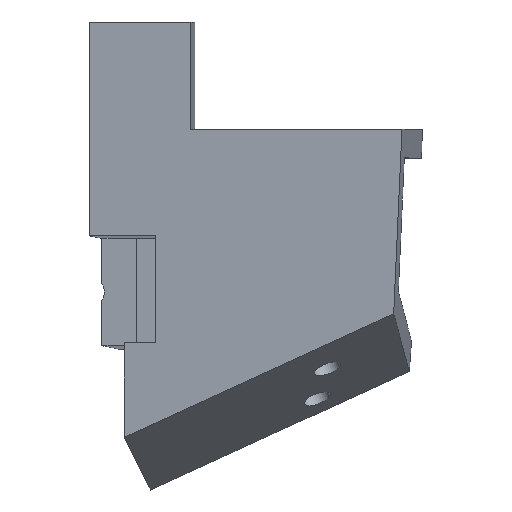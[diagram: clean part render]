
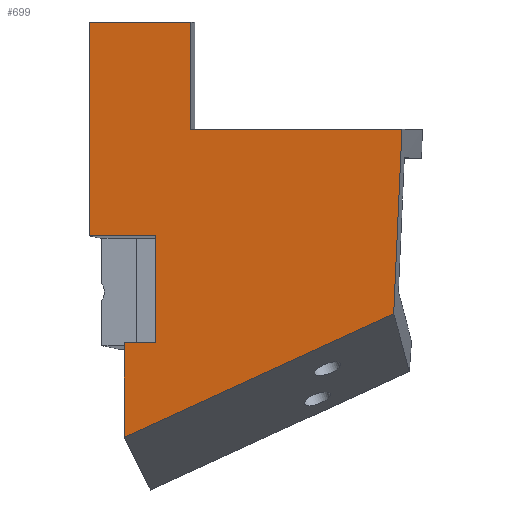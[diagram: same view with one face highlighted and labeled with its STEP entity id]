
A CAD part, top view. The second image highlights one B-rep face of the part: STEP entity #699.
In plain terms, the highlighted planar face has unit normal (-0.174, 0.034, 0.984).
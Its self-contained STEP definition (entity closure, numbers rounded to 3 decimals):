
#48=B_SPLINE_CURVE_WITH_KNOTS('',3,(#1099,#1100,#1101,#1102),
 .UNSPECIFIED.,.F.,.F.,(4,4),(0.,0.033),
 .UNSPECIFIED.);
#49=B_SPLINE_CURVE_WITH_KNOTS('',3,(#1103,#1104,#1105,#1106),
 .UNSPECIFIED.,.F.,.F.,(4,4),(0.,0.019),.UNSPECIFIED.);
#68=FACE_OUTER_BOUND('',#105,.T.);
#105=EDGE_LOOP('',(#545,#546,#547,#548,#549,#550,#551,#552,#553,#554));
#148=LINE('',#979,#226);
#174=LINE('',#1031,#252);
#184=LINE('',#1063,#262);
#189=LINE('',#1084,#267);
#190=LINE('',#1093,#268);
#191=LINE('',#1094,#269);
#192=LINE('',#1096,#270);
#193=LINE('',#1098,#271);
#226=VECTOR('',#799,10.);
#252=VECTOR('',#839,10.);
#262=VECTOR('',#851,38.144);
#267=VECTOR('',#864,10.);
#268=VECTOR('',#867,16.942);
#269=VECTOR('',#868,10.);
#270=VECTOR('',#869,16.785);
#271=VECTOR('',#870,53.207);
#303=VERTEX_POINT('',#976);
#304=VERTEX_POINT('',#978);
#322=VERTEX_POINT('',#1029);
#323=VERTEX_POINT('',#1030);
#333=VERTEX_POINT('',#1057);
#334=VERTEX_POINT('',#1062);
#339=VERTEX_POINT('',#1083);
#340=VERTEX_POINT('',#1092);
#341=VERTEX_POINT('',#1095);
#342=VERTEX_POINT('',#1097);
#372=EDGE_CURVE('',#304,#303,#148,.T.);
#398=EDGE_CURVE('',#322,#323,#174,.T.);
#411=EDGE_CURVE('',#334,#333,#184,.F.);
#419=EDGE_CURVE('',#339,#322,#189,.F.);
#421=EDGE_CURVE('',#340,#323,#190,.T.);
#422=EDGE_CURVE('',#340,#304,#191,.T.);
#423=EDGE_CURVE('',#303,#341,#192,.T.);
#424=EDGE_CURVE('',#341,#342,#193,.T.);
#425=EDGE_CURVE('',#342,#334,#48,.T.);
#426=EDGE_CURVE('',#333,#339,#49,.T.);
#545=ORIENTED_EDGE('',*,*,#398,.T.);
#546=ORIENTED_EDGE('',*,*,#421,.F.);
#547=ORIENTED_EDGE('',*,*,#422,.T.);
#548=ORIENTED_EDGE('',*,*,#372,.T.);
#549=ORIENTED_EDGE('',*,*,#423,.T.);
#550=ORIENTED_EDGE('',*,*,#424,.T.);
#551=ORIENTED_EDGE('',*,*,#425,.T.);
#552=ORIENTED_EDGE('',*,*,#411,.T.);
#553=ORIENTED_EDGE('',*,*,#426,.T.);
#554=ORIENTED_EDGE('',*,*,#419,.T.);
#672=PLANE('',#749);
#699=ADVANCED_FACE('',(#68),#672,.T.);
#749=AXIS2_PLACEMENT_3D('',#1091,#865,#866);
#799=DIRECTION('',(-0.985,-0.006,-0.174));
#839=DIRECTION('',(0.,-0.999,0.035));
#851=DIRECTION('',(0.985,0.,0.174));
#864=DIRECTION('',(0.985,0.,0.174));
#865=DIRECTION('center_axis',(-0.174,0.034,0.984));
#866=DIRECTION('ref_axis',(0.985,0.,0.174));
#867=DIRECTION('',(-0.985,-0.006,-0.174));
#868=DIRECTION('',(0.,-0.999,0.035));
#869=DIRECTION('',(0.,-0.999,0.035));
#870=DIRECTION('',(0.9,0.412,0.144));
#976=CARTESIAN_POINT('',(424.589,6044.114,3038.456));
#978=CARTESIAN_POINT('',(430.202,6044.148,3039.445));
#979=CARTESIAN_POINT('',(396.186,6043.939,3033.451));
#1029=CARTESIAN_POINT('',(418.442,6101.08,3035.382));
#1030=CARTESIAN_POINT('',(418.442,6063.114,3036.708));
#1031=CARTESIAN_POINT('',(418.442,6064.519,3036.659));
#1057=CARTESIAN_POINT('',(436.359,6082.03,3039.209));
#1062=CARTESIAN_POINT('',(473.922,6082.03,3045.836));
#1063=CARTESIAN_POINT('',(436.359,6082.03,3039.209));
#1083=CARTESIAN_POINT('',(436.442,6101.08,3038.558));
#1084=CARTESIAN_POINT('',(399.348,6101.08,3032.013));
#1091=CARTESIAN_POINT('Origin',(367.783,6021.113,3029.237));
#1092=CARTESIAN_POINT('',(430.202,6063.187,3038.781));
#1093=CARTESIAN_POINT('',(424.589,6063.152,3037.791));
#1094=CARTESIAN_POINT('',(430.202,6042.342,3039.508));
#1095=CARTESIAN_POINT('',(424.589,6027.339,3039.042));
#1096=CARTESIAN_POINT('',(424.589,6044.114,3038.456));
#1097=CARTESIAN_POINT('',(472.458,6049.262,3046.722));
#1098=CARTESIAN_POINT('',(424.589,6027.339,3039.042));
#1099=CARTESIAN_POINT('Ctrl Pts',(472.458,6049.262,3046.722));
#1100=CARTESIAN_POINT('Ctrl Pts',(472.947,6060.185,3046.427));
#1101=CARTESIAN_POINT('Ctrl Pts',(473.435,6071.107,3046.132));
#1102=CARTESIAN_POINT('Ctrl Pts',(473.922,6082.03,3045.836));
#1103=CARTESIAN_POINT('Ctrl Pts',(436.359,6082.03,3039.209));
#1104=CARTESIAN_POINT('Ctrl Pts',(436.386,6088.38,3038.992));
#1105=CARTESIAN_POINT('Ctrl Pts',(436.414,6094.73,3038.775));
#1106=CARTESIAN_POINT('Ctrl Pts',(436.442,6101.08,3038.558));
